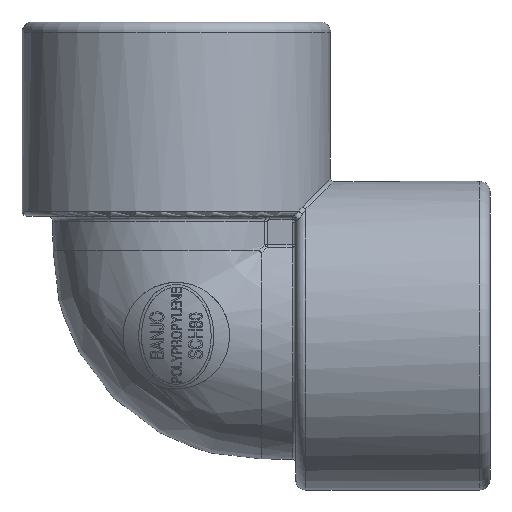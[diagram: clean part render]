
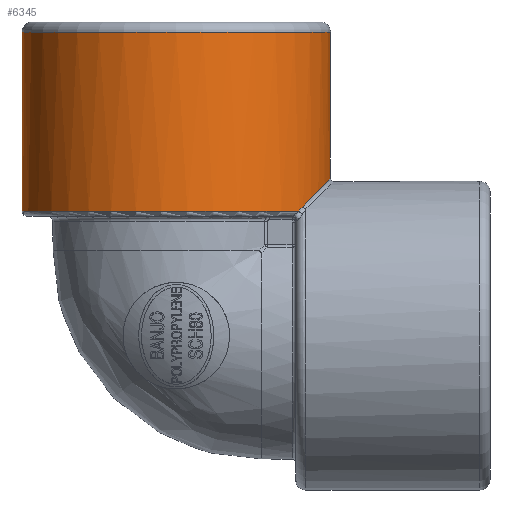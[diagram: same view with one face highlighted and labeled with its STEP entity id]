
A CAD part, left-side view. The second image highlights one B-rep face of the part: STEP entity #6345.
In plain terms, the highlighted cylindrical face has radius 22.987 mm (diameter 45.974 mm), a full revolution.
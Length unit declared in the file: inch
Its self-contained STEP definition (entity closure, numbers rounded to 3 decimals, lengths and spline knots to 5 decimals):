
#228=ELLIPSE($,#6751,1.29408,0.905);
#236=FACE_BOUND($,#869,.T.);
#456=CYLINDRICAL_SURFACE($,#6749,0.905);
#477=FACE_OUTER_BOUND($,#868,.T.);
#868=EDGE_LOOP($,(#4329));
#869=EDGE_LOOP($,(#4330,#4331,#4332,#4333));
#1318=CIRCLE($,#6750,0.905);
#1319=CIRCLE($,#6752,0.905);
#1997=B_SPLINE_CURVE_WITH_KNOTS($,3,(#9105,#9106,#9107,#9108),
 .UNSPECIFIED.,.F.,.F.,(4,4),(0.,0.13216),
 .UNSPECIFIED.);
#1998=B_SPLINE_CURVE_WITH_KNOTS($,3,(#9112,#9113,#9114,#9115),
 .UNSPECIFIED.,.F.,.F.,(4,4),(-0.13216,0.),.UNSPECIFIED.);
#2638=VERTEX_POINT($,#9101);
#2639=VERTEX_POINT($,#9103);
#2640=VERTEX_POINT($,#9104);
#2641=VERTEX_POINT($,#9109);
#2642=VERTEX_POINT($,#9111);
#3310=EDGE_CURVE($,#2638,#2638,#1318,.T.);
#3311=EDGE_CURVE($,#2639,#2640,#1997,.T.);
#3312=EDGE_CURVE($,#2641,#2639,#228,.T.);
#3313=EDGE_CURVE($,#2642,#2641,#1998,.T.);
#3314=EDGE_CURVE($,#2640,#2642,#1319,.T.);
#4329=ORIENTED_EDGE($,*,*,#3310,.F.);
#4330=ORIENTED_EDGE($,*,*,#3311,.F.);
#4331=ORIENTED_EDGE($,*,*,#3312,.F.);
#4332=ORIENTED_EDGE($,*,*,#3313,.F.);
#4333=ORIENTED_EDGE($,*,*,#3314,.F.);
#6345=ADVANCED_FACE($,(#477,#236),#456,.T.);
#6749=AXIS2_PLACEMENT_3D($,#9100,#7024,#7025);
#6750=AXIS2_PLACEMENT_3D($,#9102,#7026,#7027);
#6751=AXIS2_PLACEMENT_3D($,#9110,#7028,#7029);
#6752=AXIS2_PLACEMENT_3D($,#9116,#7030,#7031);
#7024=DIRECTION('center_axis',(0.,0.,1.));
#7025=DIRECTION('ref_axis',(1.,0.,0.));
#7026=DIRECTION('center_axis',(0.,0.,1.));
#7027=DIRECTION('ref_axis',(-1.,0.,0.));
#7028=DIRECTION('center_axis',(0.,-0.715,
-0.699));
#7029=DIRECTION('ref_axis',(0.,-0.699,0.715));
#7030=DIRECTION('center_axis',(0.,0.,-1.));
#7031=DIRECTION('ref_axis',(0.,1.,0.));
#9100=CARTESIAN_POINT('Origin',(0.,0.,1.27));
#9101=CARTESIAN_POINT('',(0.905,0.,1.78));
#9102=CARTESIAN_POINT('Origin',(0.,0.,1.78));
#9103=CARTESIAN_POINT('',(-0.51588,-0.74357,0.76));
#9104=CARTESIAN_POINT('',(-0.54942,-0.71914,0.73));
#9105=CARTESIAN_POINT('Ctrl Pts',(-0.51588,-0.74357,
0.76));
#9106=CARTESIAN_POINT('Ctrl Pts',(-0.52799,-0.73516,
0.75141));
#9107=CARTESIAN_POINT('Ctrl Pts',(-0.53921,-0.72694,
0.74133));
#9108=CARTESIAN_POINT('Ctrl Pts',(-0.54942,-0.71914,
0.73));
#9109=CARTESIAN_POINT('',(0.51588,-0.74357,0.76));
#9110=CARTESIAN_POINT('Origin',(0.,0.,0.));
#9111=CARTESIAN_POINT('',(0.54942,-0.71914,0.73));
#9112=CARTESIAN_POINT('Ctrl Pts',(0.54942,-0.71914,
0.73));
#9113=CARTESIAN_POINT('Ctrl Pts',(0.53921,-0.72694,0.74133));
#9114=CARTESIAN_POINT('Ctrl Pts',(0.52799,-0.73516,
0.75141));
#9115=CARTESIAN_POINT('Ctrl Pts',(0.51588,-0.74357,
0.76));
#9116=CARTESIAN_POINT('Origin',(0.,0.,0.73));
